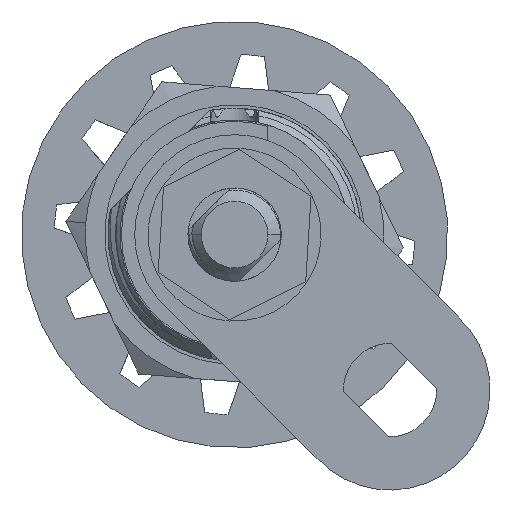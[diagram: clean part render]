
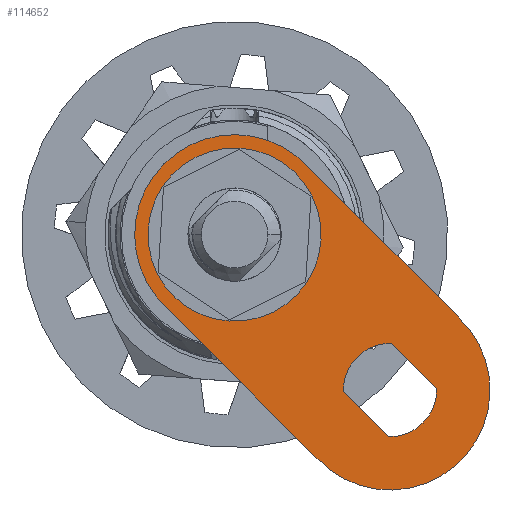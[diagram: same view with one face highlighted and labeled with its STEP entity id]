
A CAD part, front view. The second image highlights one B-rep face of the part: STEP entity #114652.
In plain terms, the highlighted planar face has unit normal (0, -1, 0).
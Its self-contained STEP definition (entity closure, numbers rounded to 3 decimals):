
#20195 = EDGE_LOOP ( 'NONE', ( #113178, #113179, #113180, #113181, #113182 ) ) ;
#20227 = EDGE_LOOP ( 'NONE', ( #113176, #113177 ) ) ;
#20245 = EDGE_LOOP ( 'NONE', ( #113183, #113184, #113185, #113186, #113187 ) ) ;
#34459 = VERTEX_POINT ( 'NONE', #102674 ) ;
#34461 = VERTEX_POINT ( 'NONE', #102716 ) ;
#34578 = VERTEX_POINT ( 'NONE', #102838 ) ;
#34580 = VERTEX_POINT ( 'NONE', #102840 ) ;
#34588 = VERTEX_POINT ( 'NONE', #102848 ) ;
#34590 = VERTEX_POINT ( 'NONE', #102850 ) ;
#34650 = VERTEX_POINT ( 'NONE', #102910 ) ;
#34652 = VERTEX_POINT ( 'NONE', #102912 ) ;
#34654 = VERTEX_POINT ( 'NONE', #102914 ) ;
#34660 = VERTEX_POINT ( 'NONE', #102920 ) ;
#34662 = VERTEX_POINT ( 'NONE', #102922 ) ;
#34664 = VERTEX_POINT ( 'NONE', #102924 ) ;
#35660 = EDGE_CURVE ( 'NONE', #34578, #34580, #119168, .T. ) ;
#35671 = EDGE_CURVE ( 'NONE', #34588, #34590, #119176, .T. ) ;
#35695 = EDGE_CURVE ( 'NONE', #34461, #34459, #119191, .T. ) ;
#102674 = CARTESIAN_POINT ( 'NONE',  ( -7.557, -19.838, 3.593 ) ) ;
#102716 = CARTESIAN_POINT ( 'NONE',  ( 3.277, -19.838, -3.593 ) ) ;
#102838 = CARTESIAN_POINT ( 'NONE',  ( 6.029, -19.838, -11.775 ) ) ;
#102840 = CARTESIAN_POINT ( 'NONE',  ( 7.053, -19.838, -9.192 ) ) ;
#102848 = CARTESIAN_POINT ( 'NONE',  ( -7.443, -19.838, 5.303 ) ) ;
#102850 = CARTESIAN_POINT ( 'NONE',  ( 3.35, -19.838, 5.11 ) ) ;
#102910 = CARTESIAN_POINT ( 'NONE',  ( 4.044, -19.838, -16.783 ) ) ;
#102912 = CARTESIAN_POINT ( 'NONE',  ( 14.643, -19.838, -6.183 ) ) ;
#102914 = CARTESIAN_POINT ( 'NONE',  ( -7.25, -19.838, -5.49 ) ) ;
#102920 = CARTESIAN_POINT ( 'NONE',  ( 9.635, -19.838, -8.169 ) ) ;
#102922 = CARTESIAN_POINT ( 'NONE',  ( 13.026, -19.838, -11.559 ) ) ;
#102924 = CARTESIAN_POINT ( 'NONE',  ( 9.42, -19.838, -15.166 ) ) ;
#113176 = ORIENTED_EDGE ( 'NONE', *, *, #35695, .T. ) ;
#113177 = ORIENTED_EDGE ( 'NONE', *, *, #114862, .T. ) ;
#113178 = ORIENTED_EDGE ( 'NONE', *, *, #114864, .F. ) ;
#113179 = ORIENTED_EDGE ( 'NONE', *, *, #114866, .F. ) ;
#113180 = ORIENTED_EDGE ( 'NONE', *, *, #35671, .F. ) ;
#113181 = ORIENTED_EDGE ( 'NONE', *, *, #114869, .F. ) ;
#113182 = ORIENTED_EDGE ( 'NONE', *, *, #114871, .F. ) ;
#113183 = ORIENTED_EDGE ( 'NONE', *, *, #114873, .T. ) ;
#113184 = ORIENTED_EDGE ( 'NONE', *, *, #114876, .T. ) ;
#113185 = ORIENTED_EDGE ( 'NONE', *, *, #35660, .T. ) ;
#113186 = ORIENTED_EDGE ( 'NONE', *, *, #114878, .T. ) ;
#113187 = ORIENTED_EDGE ( 'NONE', *, *, #114880, .T. ) ;
#114652 = ADVANCED_FACE ( 'NONE', ( #125617, #125587, #125620 ), #125623, .F. ) ;
#114862 = EDGE_CURVE ( 'NONE', #34459, #34461, #148883, .T. ) ;
#114864 = EDGE_CURVE ( 'NONE', #34652, #34650, #148884, .T. ) ;
#114866 = EDGE_CURVE ( 'NONE', #34590, #34652, #148661, .T. ) ;
#114869 = EDGE_CURVE ( 'NONE', #34654, #34588, #148888, .T. ) ;
#114871 = EDGE_CURVE ( 'NONE', #34650, #34654, #148650, .T. ) ;
#114873 = EDGE_CURVE ( 'NONE', #34662, #34664, #148886, .T. ) ;
#114876 = EDGE_CURVE ( 'NONE', #34664, #34578, #148670, .T. ) ;
#114878 = EDGE_CURVE ( 'NONE', #34580, #34660, #148893, .T. ) ;
#114880 = EDGE_CURVE ( 'NONE', #34660, #34662, #148672, .T. ) ;
#119168 = CIRCLE ( 'NONE', #119172, 3.5 ) ;
#119172 = AXIS2_PLACEMENT_3D ( 'NONE', #119867, #119868, #119869 ) ;
#119176 = CIRCLE ( 'NONE', #119179, 7.5 ) ;
#119179 = AXIS2_PLACEMENT_3D ( 'NONE', #119881, #119882, #119883 ) ;
#119191 = CIRCLE ( 'NONE', #119192, 6.5 ) ;
#119192 = AXIS2_PLACEMENT_3D ( 'NONE', #119911, #119912, #119913 ) ;
#119867 = CARTESIAN_POINT ( 'NONE',  ( 9.528, -19.838, -11.667 ) ) ;
#119868 = DIRECTION ( 'NONE',  ( 0., 1., 0. ) ) ;
#119869 = DIRECTION ( 'NONE',  ( 0.707, 0., -0.707 ) ) ;
#119881 = CARTESIAN_POINT ( 'NONE',  ( -2.14, -19.838, 0. ) ) ;
#119882 = DIRECTION ( 'NONE',  ( 0., 1., 0. ) ) ;
#119883 = DIRECTION ( 'NONE',  ( 0.707, 0., -0.707 ) ) ;
#119911 = CARTESIAN_POINT ( 'NONE',  ( -2.14, -19.838, 0. ) ) ;
#119912 = DIRECTION ( 'NONE',  ( 0., 1., 0. ) ) ;
#119913 = DIRECTION ( 'NONE',  ( 0.833, 0., -0.553 ) ) ;
#125587 = FACE_OUTER_BOUND ( 'NONE', #20195, .T. ) ;
#125617 = FACE_BOUND ( 'NONE', #20227, .T. ) ;
#125620 = FACE_BOUND ( 'NONE', #20245, .T. ) ;
#125623 = PLANE ( 'NONE',  #126861 ) ;
#125646 = CARTESIAN_POINT ( 'NONE',  ( 9.533, -19.838, -11.673 ) ) ;
#125647 = DIRECTION ( 'NONE',  ( 0., 1., 0. ) ) ;
#125649 = DIRECTION ( 'NONE',  ( 0.707, 0., -0.707 ) ) ;
#126861 = AXIS2_PLACEMENT_3D ( 'NONE', #125646, #125647, #125649 ) ;
#148650 = LINE ( 'NONE', #148660, #148889 ) ;
#148656 = CARTESIAN_POINT ( 'NONE',  ( 3.35, -19.838, 5.11 ) ) ;
#148657 = CARTESIAN_POINT ( 'NONE',  ( -2.14, -19.838, 0. ) ) ;
#148658 = DIRECTION ( 'NONE',  ( 0., 1., 0. ) ) ;
#148659 = DIRECTION ( 'NONE',  ( 0.833, 0., -0.553 ) ) ;
#148660 = CARTESIAN_POINT ( 'NONE',  ( -7.25, -19.838, -5.49 ) ) ;
#148661 = LINE ( 'NONE', #148656, #148881 ) ;
#148662 = CARTESIAN_POINT ( 'NONE',  ( 9.533, -19.838, -11.673 ) ) ;
#148663 = DIRECTION ( 'NONE',  ( 0., 1., 0. ) ) ;
#148664 = DIRECTION ( 'NONE',  ( 0.707, 0., -0.707 ) ) ;
#148665 = DIRECTION ( 'NONE',  ( 0.707, 0., -0.707 ) ) ;
#148666 = CARTESIAN_POINT ( 'NONE',  ( 9.42, -19.838, -15.166 ) ) ;
#148667 = CARTESIAN_POINT ( 'NONE',  ( -2.14, -19.838, 0. ) ) ;
#148668 = DIRECTION ( 'NONE',  ( 0., 1., 0. ) ) ;
#148669 = DIRECTION ( 'NONE',  ( 0.707, 0., -0.707 ) ) ;
#148670 = LINE ( 'NONE', #148666, #148891 ) ;
#148671 = DIRECTION ( 'NONE',  ( -0.707, 0., 0.707 ) ) ;
#148672 = LINE ( 'NONE', #148673, #148894 ) ;
#148673 = CARTESIAN_POINT ( 'NONE',  ( 13.026, -19.838, -11.559 ) ) ;
#148674 = CARTESIAN_POINT ( 'NONE',  ( 9.528, -19.838, -11.667 ) ) ;
#148675 = DIRECTION ( 'NONE',  ( 0., 1., 0. ) ) ;
#148676 = DIRECTION ( 'NONE',  ( 0.707, 0., -0.707 ) ) ;
#148677 = DIRECTION ( 'NONE',  ( -0.707, 0., 0.707 ) ) ;
#148679 = CARTESIAN_POINT ( 'NONE',  ( 9.528, -19.838, -11.667 ) ) ;
#148680 = DIRECTION ( 'NONE',  ( 0., 1., 0. ) ) ;
#148681 = DIRECTION ( 'NONE',  ( 0.707, 0., -0.707 ) ) ;
#148682 = DIRECTION ( 'NONE',  ( 0.707, 0., -0.707 ) ) ;
#148881 = VECTOR ( 'NONE', #148665, 1000. ) ;
#148883 = CIRCLE ( 'NONE', #148885, 6.5 ) ;
#148884 = CIRCLE ( 'NONE', #148887, 7.5 ) ;
#148885 = AXIS2_PLACEMENT_3D ( 'NONE', #148657, #148658, #148659 ) ;
#148886 = CIRCLE ( 'NONE', #148892, 3.5 ) ;
#148887 = AXIS2_PLACEMENT_3D ( 'NONE', #148662, #148663, #148664 ) ;
#148888 = CIRCLE ( 'NONE', #148890, 7.5 ) ;
#148889 = VECTOR ( 'NONE', #148671, 1000. ) ;
#148890 = AXIS2_PLACEMENT_3D ( 'NONE', #148667, #148668, #148669 ) ;
#148891 = VECTOR ( 'NONE', #148677, 1000. ) ;
#148892 = AXIS2_PLACEMENT_3D ( 'NONE', #148674, #148675, #148676 ) ;
#148893 = CIRCLE ( 'NONE', #148895, 3.5 ) ;
#148894 = VECTOR ( 'NONE', #148682, 1000. ) ;
#148895 = AXIS2_PLACEMENT_3D ( 'NONE', #148679, #148680, #148681 ) ;
